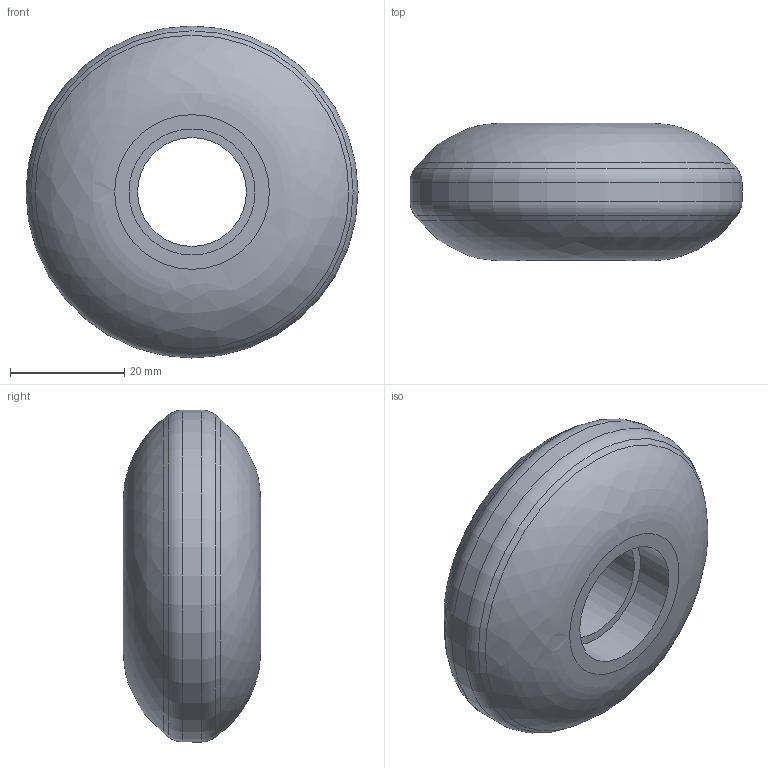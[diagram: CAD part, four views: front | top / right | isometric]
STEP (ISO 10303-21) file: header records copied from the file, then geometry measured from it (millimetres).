
FILE_DESCRIPTION(/* description */ (''),/* implementation_level */ '2;1');
FILE_NAME(/* name */ '58mm wheel.step',/* time_stamp */ '2021-03-12T13:33:28-05:00',/* author */ (''),/* organization */ (''),/* preprocessor_version */ 'ST-DEVELOPER v18.1',/* originating_system */ 'Autodesk Translation Framework v9.10.0.1330',/* authorisation */ '');
FILE_SCHEMA (('AUTOMOTIVE_DESIGN { 1 0 10303 214 3 1 1 }'));
Length unit declared in the file: millimetre
Products named in the file (1): 58mm wheel
Bounding box: 58 x 24 x 58 mm (x, y, z)
Volume: 41661.5 mm3; surface area: 12425.8 mm2
Topology: 2 solids, 2 shells, 16 faces, 36 edges, 24 vertices
Faces by surface type: cylinder 6, plane 4, bspline 2, cone 2, torus 2
Full cylindrical faces by diameter (mm): 19 x1, 22 x2, 27 x2, 58 x1
Entity records: 566 total; most frequent: CARTESIAN_POINT 129, DIRECTION 94, ORIENTED_EDGE 72, AXIS2_PLACEMENT_3D 43, EDGE_CURVE 36, CIRCLE 28, VERTEX_POINT 24, EDGE_LOOP 20
